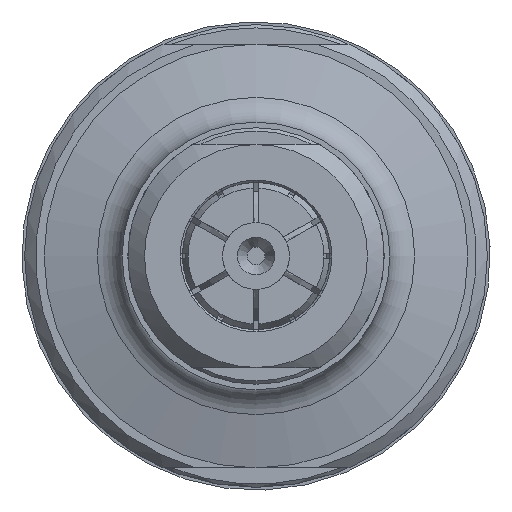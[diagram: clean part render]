
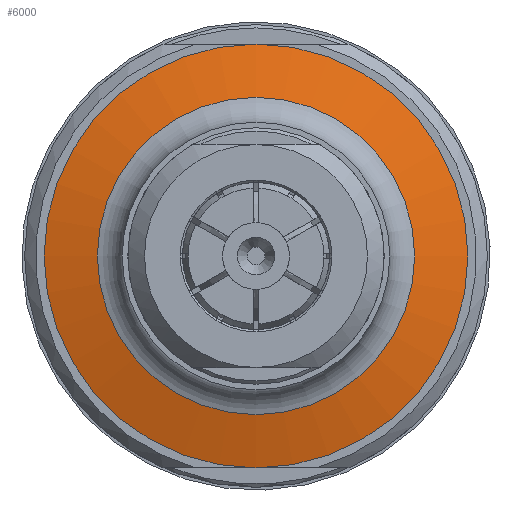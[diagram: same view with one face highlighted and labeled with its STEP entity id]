
A CAD part, left-side view. The second image highlights one B-rep face of the part: STEP entity #6000.
In plain terms, the highlighted conical face has half-angle 75 degrees and reference radius 16.612 mm.
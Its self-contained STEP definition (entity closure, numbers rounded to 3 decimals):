
#133=CONICAL_SURFACE('',#6601,16.612,1.309);
#1050=LINE('',#10433,#1446);
#1446=VECTOR('',#8154,16.612);
#1749=FACE_OUTER_BOUND('',#2081,.T.);
#2081=EDGE_LOOP('',(#5511,#5512,#5513,#5514,#5515));
#2366=CIRCLE('',#6599,14.224);
#2367=CIRCLE('',#6600,14.224);
#2368=CIRCLE('',#6602,19.);
#2920=VERTEX_POINT('',#10425);
#2921=VERTEX_POINT('',#10427);
#2922=VERTEX_POINT('',#10431);
#3785=EDGE_CURVE('',#2921,#2920,#2366,.T.);
#3786=EDGE_CURVE('',#2920,#2921,#2367,.T.);
#3787=EDGE_CURVE('',#2922,#2922,#2368,.T.);
#3788=EDGE_CURVE('',#2922,#2921,#1050,.T.);
#5511=ORIENTED_EDGE('',*,*,#3787,.F.);
#5512=ORIENTED_EDGE('',*,*,#3788,.T.);
#5513=ORIENTED_EDGE('',*,*,#3785,.T.);
#5514=ORIENTED_EDGE('',*,*,#3786,.T.);
#5515=ORIENTED_EDGE('',*,*,#3788,.F.);
#6000=ADVANCED_FACE('',(#1749),#133,.T.);
#6599=AXIS2_PLACEMENT_3D('',#10428,#8146,#8147);
#6600=AXIS2_PLACEMENT_3D('',#10429,#8148,#8149);
#6601=AXIS2_PLACEMENT_3D('',#10430,#8150,#8151);
#6602=AXIS2_PLACEMENT_3D('',#10432,#8152,#8153);
#8146=DIRECTION('center_axis',(1.,0.,0.));
#8147=DIRECTION('ref_axis',(0.,1.,0.));
#8148=DIRECTION('center_axis',(1.,0.,0.));
#8149=DIRECTION('ref_axis',(0.,1.,0.));
#8150=DIRECTION('center_axis',(1.,0.,0.));
#8151=DIRECTION('ref_axis',(0.,1.,0.));
#8152=DIRECTION('center_axis',(1.,0.,0.));
#8153=DIRECTION('ref_axis',(0.,1.,0.));
#8154=DIRECTION('',(-0.259,0.966,0.));
#10425=CARTESIAN_POINT('',(-122.23,0.,14.224));
#10427=CARTESIAN_POINT('',(-122.23,-14.224,0.));
#10428=CARTESIAN_POINT('Origin',(-122.23,0.,
0.));
#10429=CARTESIAN_POINT('Origin',(-122.23,0.,
0.));
#10430=CARTESIAN_POINT('Origin',(-121.59,0.,
0.));
#10431=CARTESIAN_POINT('',(-120.95,-19.,0.));
#10432=CARTESIAN_POINT('Origin',(-120.95,0.,
0.));
#10433=CARTESIAN_POINT('',(-121.59,-16.612,0.));
